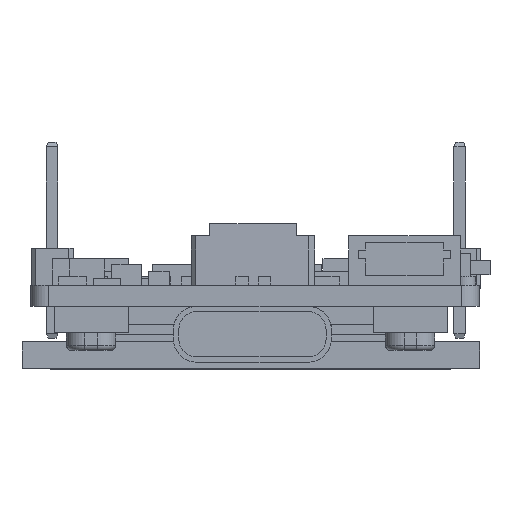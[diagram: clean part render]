
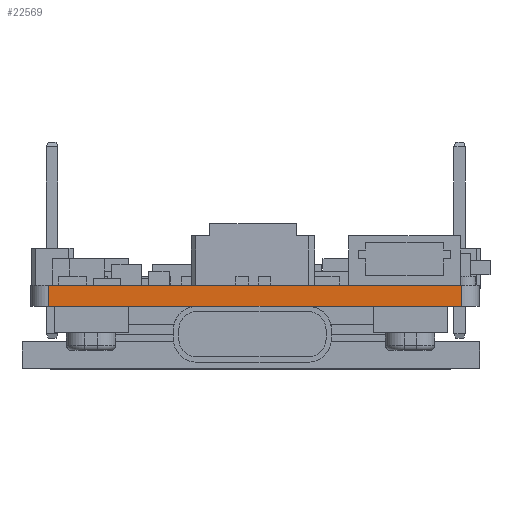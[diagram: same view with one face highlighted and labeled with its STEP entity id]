
A CAD part, front view. The second image highlights one B-rep face of the part: STEP entity #22569.
In plain terms, the highlighted planar face has unit normal (0, -1, 0).
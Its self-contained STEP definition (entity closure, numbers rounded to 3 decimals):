
#289 = VECTOR ( 'NONE', #327, 1000. ) ;
#327 = DIRECTION ( 'NONE',  ( 0., 0., -1. ) ) ;
#1319 = VECTOR ( 'NONE', #24317, 1000. ) ;
#2381 = CARTESIAN_POINT ( 'NONE',  ( 104.475, 48.768, 4.312 ) ) ;
#2462 = EDGE_LOOP ( 'NONE', ( #3620, #17776, #8800, #5655, #6913, #3757 ) ) ;
#3620 = ORIENTED_EDGE ( 'NONE', *, *, #26625, .T. ) ;
#3757 = ORIENTED_EDGE ( 'NONE', *, *, #18154, .T. ) ;
#4572 = EDGE_CURVE ( 'NONE', #4586, #26322, #26536, .T. ) ;
#4586 = VERTEX_POINT ( 'NONE', #2381 ) ;
#4737 = DIRECTION ( 'NONE',  ( 1., 0., 0. ) ) ;
#4867 = VERTEX_POINT ( 'NONE', #9726 ) ;
#4876 = LINE ( 'NONE', #23436, #26992 ) ;
#5065 = PLANE ( 'NONE',  #15761 ) ;
#5326 = EDGE_CURVE ( 'NONE', #4867, #4586, #4876, .T. ) ;
#5655 = ORIENTED_EDGE ( 'NONE', *, *, #23820, .T. ) ;
#6589 = DIRECTION ( 'NONE',  ( 1., 0., 0. ) ) ;
#6913 = ORIENTED_EDGE ( 'NONE', *, *, #8450, .T. ) ;
#8450 = EDGE_CURVE ( 'NONE', #20815, #15791, #13827, .T. ) ;
#8800 = ORIENTED_EDGE ( 'NONE', *, *, #5326, .F. ) ;
#8874 = CARTESIAN_POINT ( 'NONE',  ( 89.422, 48.768, 3.112 ) ) ;
#9075 = CARTESIAN_POINT ( 'NONE',  ( 95.772, 48.768, 3.112 ) ) ;
#9659 = DIRECTION ( 'NONE',  ( 0., 0., -1. ) ) ;
#9726 = CARTESIAN_POINT ( 'NONE',  ( 81.006, 48.768, 4.312 ) ) ;
#12715 = LINE ( 'NONE', #8874, #22767 ) ;
#12897 = CARTESIAN_POINT ( 'NONE',  ( 104.475, 48.768, 4.312 ) ) ;
#13600 = CARTESIAN_POINT ( 'NONE',  ( 81.006, 48.768, 3.112 ) ) ;
#13680 = DIRECTION ( 'NONE',  ( 0., -1., 0. ) ) ;
#13763 = CARTESIAN_POINT ( 'NONE',  ( 81.006, 48.768, 4.312 ) ) ;
#13827 = LINE ( 'NONE', #22015, #1319 ) ;
#15761 = AXIS2_PLACEMENT_3D ( 'NONE', #24170, #13680, #21993 ) ;
#15791 = VERTEX_POINT ( 'NONE', #23606 ) ;
#16240 = VECTOR ( 'NONE', #9659, 1000. ) ;
#16379 = VERTEX_POINT ( 'NONE', #9075 ) ;
#17209 = DIRECTION ( 'NONE',  ( 1., 0., 0. ) ) ;
#17776 = ORIENTED_EDGE ( 'NONE', *, *, #4572, .F. ) ;
#18114 = VECTOR ( 'NONE', #6589, 1000. ) ;
#18154 = EDGE_CURVE ( 'NONE', #15791, #16379, #12715, .T. ) ;
#20815 = VERTEX_POINT ( 'NONE', #13600 ) ;
#20818 = CARTESIAN_POINT ( 'NONE',  ( 95.772, 48.768, 3.112 ) ) ;
#21993 = DIRECTION ( 'NONE',  ( 0., 0., -1. ) ) ;
#22015 = CARTESIAN_POINT ( 'NONE',  ( 81.006, 48.768, 3.112 ) ) ;
#22569 = ADVANCED_FACE ( 'NONE', ( #26082 ), #5065, .T. ) ;
#22767 = VECTOR ( 'NONE', #17209, 1000. ) ;
#22849 = LINE ( 'NONE', #20818, #18114 ) ;
#23436 = CARTESIAN_POINT ( 'NONE',  ( 81.006, 48.768, 4.312 ) ) ;
#23606 = CARTESIAN_POINT ( 'NONE',  ( 89.422, 48.768, 3.112 ) ) ;
#23820 = EDGE_CURVE ( 'NONE', #4867, #20815, #24126, .T. ) ;
#24126 = LINE ( 'NONE', #13763, #16240 ) ;
#24170 = CARTESIAN_POINT ( 'NONE',  ( 80.007, 48.768, 4.312 ) ) ;
#24317 = DIRECTION ( 'NONE',  ( 1., 0., 0. ) ) ;
#24966 = CARTESIAN_POINT ( 'NONE',  ( 104.475, 48.768, 3.112 ) ) ;
#26082 = FACE_OUTER_BOUND ( 'NONE', #2462, .T. ) ;
#26322 = VERTEX_POINT ( 'NONE', #24966 ) ;
#26536 = LINE ( 'NONE', #12897, #289 ) ;
#26625 = EDGE_CURVE ( 'NONE', #16379, #26322, #22849, .T. ) ;
#26992 = VECTOR ( 'NONE', #4737, 1000. ) ;
